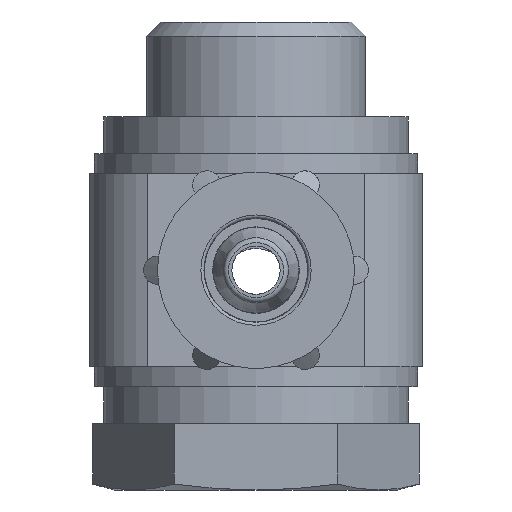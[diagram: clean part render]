
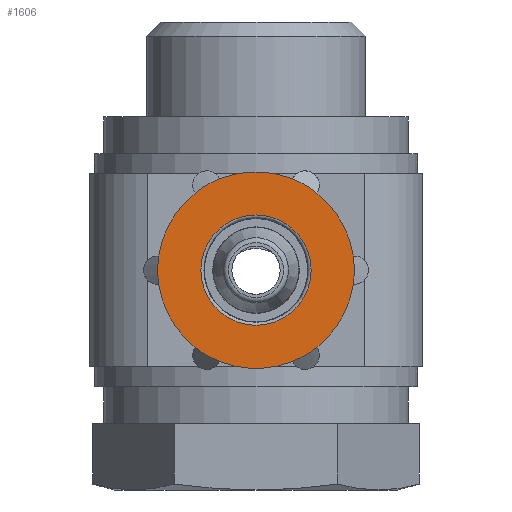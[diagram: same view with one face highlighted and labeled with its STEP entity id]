
A CAD part, left-side view. The second image highlights one B-rep face of the part: STEP entity #1606.
In plain terms, the highlighted face is planar.
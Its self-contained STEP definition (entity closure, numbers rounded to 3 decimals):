
#55=PLANE('',#1886);
#552=ORIENTED_EDGE('',*,*,#815,.F.);
#553=ORIENTED_EDGE('',*,*,#816,.T.);
#554=ORIENTED_EDGE('',*,*,#817,.T.);
#555=ORIENTED_EDGE('',*,*,#818,.T.);
#556=ORIENTED_EDGE('',*,*,#819,.T.);
#557=ORIENTED_EDGE('',*,*,#820,.T.);
#558=ORIENTED_EDGE('',*,*,#821,.T.);
#559=ORIENTED_EDGE('',*,*,#822,.T.);
#560=ORIENTED_EDGE('',*,*,#823,.T.);
#561=ORIENTED_EDGE('',*,*,#824,.T.);
#562=ORIENTED_EDGE('',*,*,#825,.T.);
#563=ORIENTED_EDGE('',*,*,#826,.T.);
#564=ORIENTED_EDGE('',*,*,#827,.T.);
#815=EDGE_CURVE('',#985,#985,#1088,.T.);
#816=EDGE_CURVE('',#986,#987,#1089,.T.);
#817=EDGE_CURVE('',#987,#988,#1090,.F.);
#818=EDGE_CURVE('',#988,#989,#1091,.T.);
#819=EDGE_CURVE('',#989,#990,#1092,.F.);
#820=EDGE_CURVE('',#990,#991,#1093,.T.);
#821=EDGE_CURVE('',#991,#992,#1094,.F.);
#822=EDGE_CURVE('',#992,#993,#1095,.T.);
#823=EDGE_CURVE('',#993,#994,#1096,.F.);
#824=EDGE_CURVE('',#994,#995,#1097,.T.);
#825=EDGE_CURVE('',#995,#996,#1098,.F.);
#826=EDGE_CURVE('',#996,#997,#1099,.T.);
#827=EDGE_CURVE('',#997,#986,#1100,.F.);
#985=VERTEX_POINT('',#2989);
#986=VERTEX_POINT('',#2991);
#987=VERTEX_POINT('',#2992);
#988=VERTEX_POINT('',#2994);
#989=VERTEX_POINT('',#2996);
#990=VERTEX_POINT('',#2998);
#991=VERTEX_POINT('',#3000);
#992=VERTEX_POINT('',#3002);
#993=VERTEX_POINT('',#3004);
#994=VERTEX_POINT('',#3006);
#995=VERTEX_POINT('',#3008);
#996=VERTEX_POINT('',#3010);
#997=VERTEX_POINT('',#3012);
#1088=CIRCLE('',#1887,3.313);
#1089=CIRCLE('',#1888,5.9);
#1090=CIRCLE('',#1889,5.9);
#1091=CIRCLE('',#1890,5.9);
#1092=CIRCLE('',#1891,5.9);
#1093=CIRCLE('',#1892,5.9);
#1094=CIRCLE('',#1893,5.9);
#1095=CIRCLE('',#1894,5.9);
#1096=CIRCLE('',#1895,5.9);
#1097=CIRCLE('',#1896,5.9);
#1098=CIRCLE('',#1897,5.9);
#1099=CIRCLE('',#1898,5.9);
#1100=CIRCLE('',#1899,5.9);
#1256=EDGE_LOOP('',(#552));
#1257=EDGE_LOOP('',(#553,#554,#555,#556,#557,#558,#559,#560,#561,#562,#563,
#564));
#1437=FACE_BOUND('',#1256,.T.);
#1438=FACE_BOUND('',#1257,.T.);
#1606=ADVANCED_FACE('',(#1437,#1438),#55,.F.);
#1886=AXIS2_PLACEMENT_3D('',#2987,#2318,#2319);
#1887=AXIS2_PLACEMENT_3D('',#2988,#2320,#2321);
#1888=AXIS2_PLACEMENT_3D('',#2990,#2322,#2323);
#1889=AXIS2_PLACEMENT_3D('',#2993,#2324,#2325);
#1890=AXIS2_PLACEMENT_3D('',#2995,#2326,#2327);
#1891=AXIS2_PLACEMENT_3D('',#2997,#2328,#2329);
#1892=AXIS2_PLACEMENT_3D('',#2999,#2330,#2331);
#1893=AXIS2_PLACEMENT_3D('',#3001,#2332,#2333);
#1894=AXIS2_PLACEMENT_3D('',#3003,#2334,#2335);
#1895=AXIS2_PLACEMENT_3D('',#3005,#2336,#2337);
#1896=AXIS2_PLACEMENT_3D('',#3007,#2338,#2339);
#1897=AXIS2_PLACEMENT_3D('',#3009,#2340,#2341);
#1898=AXIS2_PLACEMENT_3D('',#3011,#2342,#2343);
#1899=AXIS2_PLACEMENT_3D('',#3013,#2344,#2345);
#2318=DIRECTION('',(-1.,0.,0.));
#2319=DIRECTION('',(0.,0.,1.));
#2320=DIRECTION('',(1.,0.,0.));
#2321=DIRECTION('',(0.,0.,-1.));
#2322=DIRECTION('',(1.,0.,0.));
#2323=DIRECTION('',(0.,0.,-1.));
#2324=DIRECTION('',(-1.,0.,0.));
#2325=DIRECTION('',(0.,0.,1.));
#2326=DIRECTION('',(1.,0.,0.));
#2327=DIRECTION('',(0.,0.,-1.));
#2328=DIRECTION('',(-1.,0.,0.));
#2329=DIRECTION('',(0.,0.,1.));
#2330=DIRECTION('',(1.,0.,0.));
#2331=DIRECTION('',(0.,0.,-1.));
#2332=DIRECTION('',(-1.,0.,0.));
#2333=DIRECTION('',(0.,0.,1.));
#2334=DIRECTION('',(1.,0.,0.));
#2335=DIRECTION('',(0.,0.,-1.));
#2336=DIRECTION('',(-1.,0.,0.));
#2337=DIRECTION('',(0.,0.,1.));
#2338=DIRECTION('',(1.,0.,0.));
#2339=DIRECTION('',(0.,0.,-1.));
#2340=DIRECTION('',(-1.,0.,0.));
#2341=DIRECTION('',(0.,0.,1.));
#2342=DIRECTION('',(1.,0.,0.));
#2343=DIRECTION('',(0.,0.,-1.));
#2344=DIRECTION('',(-1.,0.,0.));
#2345=DIRECTION('',(0.,0.,1.));
#2987=CARTESIAN_POINT('',(11.,5.75,0.));
#2988=CARTESIAN_POINT('',(11.,0.,0.));
#2989=CARTESIAN_POINT('',(11.,0.,-3.313));
#2990=CARTESIAN_POINT('',(11.,0.,0.));
#2991=CARTESIAN_POINT('',(11.,2.185,5.48));
#2992=CARTESIAN_POINT('',(11.,-2.185,5.48));
#2993=CARTESIAN_POINT('',(11.,0.,0.));
#2994=CARTESIAN_POINT('',(11.,-3.654,4.633));
#2995=CARTESIAN_POINT('',(11.,0.,0.));
#2996=CARTESIAN_POINT('',(11.,-5.839,0.848));
#2997=CARTESIAN_POINT('',(11.,0.,0.));
#2998=CARTESIAN_POINT('',(11.,-5.839,-0.848));
#2999=CARTESIAN_POINT('',(11.,0.,0.));
#3000=CARTESIAN_POINT('',(11.,-3.654,-4.633));
#3001=CARTESIAN_POINT('',(11.,0.,0.));
#3002=CARTESIAN_POINT('',(11.,-2.185,-5.48));
#3003=CARTESIAN_POINT('',(11.,0.,0.));
#3004=CARTESIAN_POINT('',(11.,2.185,-5.48));
#3005=CARTESIAN_POINT('',(11.,0.,0.));
#3006=CARTESIAN_POINT('',(11.,3.654,-4.633));
#3007=CARTESIAN_POINT('',(11.,0.,0.));
#3008=CARTESIAN_POINT('',(11.,5.839,-0.848));
#3009=CARTESIAN_POINT('',(11.,0.,0.));
#3010=CARTESIAN_POINT('',(11.,5.839,0.848));
#3011=CARTESIAN_POINT('',(11.,0.,0.));
#3012=CARTESIAN_POINT('',(11.,3.654,4.633));
#3013=CARTESIAN_POINT('',(11.,0.,0.));
